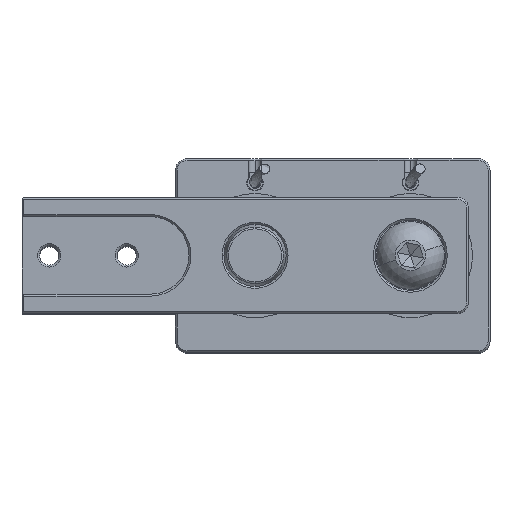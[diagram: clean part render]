
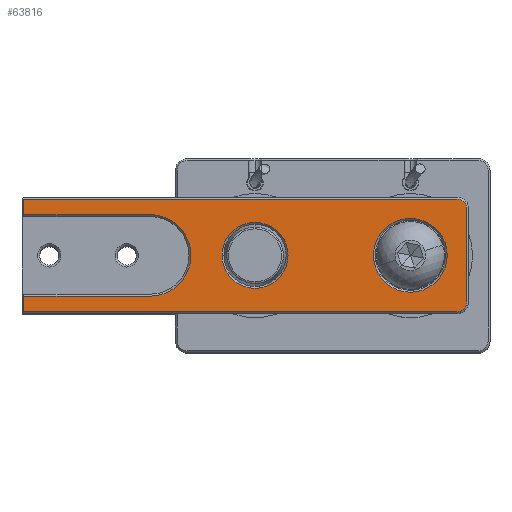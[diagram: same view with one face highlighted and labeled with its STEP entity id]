
A CAD part, top view. The second image highlights one B-rep face of the part: STEP entity #63816.
In plain terms, the highlighted planar face has unit normal (0, 0, 1).
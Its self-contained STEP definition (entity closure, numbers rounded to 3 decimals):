
#122 = VERTEX_POINT ( 'NONE', #28049 ) ;
#246 = DIRECTION ( 'NONE',  ( 0., 0., -1. ) ) ;
#879 = DIRECTION ( 'NONE',  ( 0., 0., 1. ) ) ;
#1662 = VERTEX_POINT ( 'NONE', #13841 ) ;
#1889 = CARTESIAN_POINT ( 'NONE',  ( 12., 54.5, 10. ) ) ;
#2821 = DIRECTION ( 'NONE',  ( 0., -1., 0. ) ) ;
#2957 = EDGE_CURVE ( 'NONE', #46930, #25034, #62116, .T. ) ;
#3216 = DIRECTION ( 'NONE',  ( 0., 1., 0. ) ) ;
#3694 = ORIENTED_EDGE ( 'NONE', *, *, #36037, .T. ) ;
#3780 = EDGE_CURVE ( 'NONE', #122, #24771, #3970, .T. ) ;
#3970 = LINE ( 'NONE', #14064, #62920 ) ;
#4516 = ORIENTED_EDGE ( 'NONE', *, *, #45002, .T. ) ;
#4599 = DIRECTION ( 'NONE',  ( -1., 0., 0. ) ) ;
#4618 = CIRCLE ( 'NONE', #28629, 8.5 ) ;
#4965 = VECTOR ( 'NONE', #2821, 1000. ) ;
#5059 = FACE_BOUND ( 'NONE', #44733, .T. ) ;
#7351 = DIRECTION ( 'NONE',  ( 0., 1., 0. ) ) ;
#7584 = CARTESIAN_POINT ( 'NONE',  ( 14.5, 54.5, 10. ) ) ;
#7682 = DIRECTION ( 'NONE',  ( -1., 0., 0. ) ) ;
#9388 = VERTEX_POINT ( 'NONE', #60038 ) ;
#10813 = CARTESIAN_POINT ( 'NONE',  ( 10.5, -24.5, 10. ) ) ;
#11649 = CIRCLE ( 'NONE', #21156, 9.5 ) ;
#12428 = VERTEX_POINT ( 'NONE', #51782 ) ;
#13093 = EDGE_CURVE ( 'NONE', #35709, #64666, #20985, .T. ) ;
#13184 = DIRECTION ( 'NONE',  ( -1., 0., 0. ) ) ;
#13841 = CARTESIAN_POINT ( 'NONE',  ( 14.5, -57., 10. ) ) ;
#14064 = CARTESIAN_POINT ( 'NONE',  ( -10.5, 0., 10. ) ) ;
#14664 = CARTESIAN_POINT ( 'NONE',  ( 10.5, 0., 10. ) ) ;
#14748 = CARTESIAN_POINT ( 'NONE',  ( 9.5, 42.5, 10. ) ) ;
#16460 = EDGE_CURVE ( 'NONE', #26790, #32773, #4618, .T. ) ;
#16489 = CARTESIAN_POINT ( 'NONE',  ( 0., 0., 10. ) ) ;
#17136 = DIRECTION ( 'NONE',  ( 0., 0., -1. ) ) ;
#19223 = DIRECTION ( 'NONE',  ( 0., 0., -1. ) ) ;
#19462 = VERTEX_POINT ( 'NONE', #61388 ) ;
#19918 = ORIENTED_EDGE ( 'NONE', *, *, #70356, .T. ) ;
#20677 = VECTOR ( 'NONE', #7351, 1000. ) ;
#20985 = CIRCLE ( 'NONE', #37584, 9.5 ) ;
#21156 = AXIS2_PLACEMENT_3D ( 'NONE', #53400, #19223, #59106 ) ;
#22488 = PLANE ( 'NONE',  #73799 ) ;
#24771 = VERTEX_POINT ( 'NONE', #46713 ) ;
#25034 = VERTEX_POINT ( 'NONE', #49165 ) ;
#26165 = ORIENTED_EDGE ( 'NONE', *, *, #43031, .T. ) ;
#26790 = VERTEX_POINT ( 'NONE', #57649 ) ;
#27620 = DIRECTION ( 'NONE',  ( 0., 0., -1. ) ) ;
#28049 = CARTESIAN_POINT ( 'NONE',  ( -10.5, -57., 10. ) ) ;
#28227 = DIRECTION ( 'NONE',  ( -1., 0., 0. ) ) ;
#28457 = VECTOR ( 'NONE', #69352, 1000. ) ;
#28629 = AXIS2_PLACEMENT_3D ( 'NONE', #72981, #38785, #4599 ) ;
#28684 = ORIENTED_EDGE ( 'NONE', *, *, #16460, .T. ) ;
#29664 = ORIENTED_EDGE ( 'NONE', *, *, #61356, .T. ) ;
#30412 = CARTESIAN_POINT ( 'NONE',  ( -9.5, 42.5, 10. ) ) ;
#30450 = CARTESIAN_POINT ( 'NONE',  ( 0., 57., 10. ) ) ;
#32058 = VECTOR ( 'NONE', #13184, 1000. ) ;
#32757 = VERTEX_POINT ( 'NONE', #7584 ) ;
#32773 = VERTEX_POINT ( 'NONE', #64756 ) ;
#34486 = CARTESIAN_POINT ( 'NONE',  ( 0., 42.5, 10. ) ) ;
#34954 = CIRCLE ( 'NONE', #36760, 10.5 ) ;
#35108 = CARTESIAN_POINT ( 'NONE',  ( -12., 54.5, 10. ) ) ;
#35242 = EDGE_CURVE ( 'NONE', #25034, #1662, #71177, .T. ) ;
#35709 = VERTEX_POINT ( 'NONE', #14748 ) ;
#36037 = EDGE_CURVE ( 'NONE', #32757, #64763, #52364, .T. ) ;
#36399 = ORIENTED_EDGE ( 'NONE', *, *, #42728, .T. ) ;
#36760 = AXIS2_PLACEMENT_3D ( 'NONE', #61753, #27620, #67519 ) ;
#36846 = CARTESIAN_POINT ( 'NONE',  ( 12., 57., 10. ) ) ;
#36981 = ORIENTED_EDGE ( 'NONE', *, *, #2957, .T. ) ;
#37584 = AXIS2_PLACEMENT_3D ( 'NONE', #34486, #246, #40207 ) ;
#38785 = DIRECTION ( 'NONE',  ( 0., 0., -1. ) ) ;
#40207 = DIRECTION ( 'NONE',  ( -1., 0., 0. ) ) ;
#40816 = VECTOR ( 'NONE', #61436, 1000. ) ;
#40863 = DIRECTION ( 'NONE',  ( -1., 0., 0. ) ) ;
#41857 = DIRECTION ( 'NONE',  ( 0., 0., 1. ) ) ;
#42728 = EDGE_CURVE ( 'NONE', #24771, #46930, #34954, .T. ) ;
#43031 = EDGE_CURVE ( 'NONE', #1662, #32757, #50989, .T. ) ;
#44733 = EDGE_LOOP ( 'NONE', ( #45835, #29664 ) ) ;
#45002 = EDGE_CURVE ( 'NONE', #19462, #12428, #58801, .T. ) ;
#45835 = ORIENTED_EDGE ( 'NONE', *, *, #13093, .T. ) ;
#46418 = LINE ( 'NONE', #54577, #61550 ) ;
#46713 = CARTESIAN_POINT ( 'NONE',  ( -10.5, -24.5, 10. ) ) ;
#46930 = VERTEX_POINT ( 'NONE', #10813 ) ;
#47144 = ORIENTED_EDGE ( 'NONE', *, *, #55804, .T. ) ;
#47465 = AXIS2_PLACEMENT_3D ( 'NONE', #1889, #41857, #7682 ) ;
#48773 = EDGE_LOOP ( 'NONE', ( #26165, #3694, #47144, #48818, #4516, #55086, #69847, #36399, #36981, #57063 ) ) ;
#48818 = ORIENTED_EDGE ( 'NONE', *, *, #60260, .T. ) ;
#48851 = FACE_BOUND ( 'NONE', #72535, .T. ) ;
#49165 = CARTESIAN_POINT ( 'NONE',  ( 10.5, -57., 10. ) ) ;
#50786 = LINE ( 'NONE', #30450, #32058 ) ;
#50989 = LINE ( 'NONE', #69995, #20677 ) ;
#51321 = CARTESIAN_POINT ( 'NONE',  ( 0., 2.5, 10. ) ) ;
#51782 = CARTESIAN_POINT ( 'NONE',  ( -14.5, -57., 10. ) ) ;
#52364 = CIRCLE ( 'NONE', #47465, 2.5 ) ;
#53400 = CARTESIAN_POINT ( 'NONE',  ( 0., 42.5, 10. ) ) ;
#54237 = FACE_OUTER_BOUND ( 'NONE', #48773, .T. ) ;
#54577 = CARTESIAN_POINT ( 'NONE',  ( 0., -57., 10. ) ) ;
#55086 = ORIENTED_EDGE ( 'NONE', *, *, #61950, .T. ) ;
#55736 = CARTESIAN_POINT ( 'NONE',  ( 0., -57., 10. ) ) ;
#55804 = EDGE_CURVE ( 'NONE', #64763, #9388, #50786, .T. ) ;
#57047 = DIRECTION ( 'NONE',  ( -1., 0., 0. ) ) ;
#57063 = ORIENTED_EDGE ( 'NONE', *, *, #35242, .T. ) ;
#57649 = CARTESIAN_POINT ( 'NONE',  ( 8.5, 2.5, 10. ) ) ;
#58801 = LINE ( 'NONE', #63620, #28457 ) ;
#59106 = DIRECTION ( 'NONE',  ( -1., 0., 0. ) ) ;
#60038 = CARTESIAN_POINT ( 'NONE',  ( -12., 57., 10. ) ) ;
#60247 = CIRCLE ( 'NONE', #73291, 8.5 ) ;
#60260 = EDGE_CURVE ( 'NONE', #9388, #19462, #73375, .T. ) ;
#60278 = DIRECTION ( 'NONE',  ( 1., 0., 0. ) ) ;
#61356 = EDGE_CURVE ( 'NONE', #64666, #35709, #11649, .T. ) ;
#61388 = CARTESIAN_POINT ( 'NONE',  ( -14.5, 54.5, 10. ) ) ;
#61436 = DIRECTION ( 'NONE',  ( 1., 0., 0. ) ) ;
#61550 = VECTOR ( 'NONE', #60278, 1000. ) ;
#61753 = CARTESIAN_POINT ( 'NONE',  ( 0., -24.5, 10. ) ) ;
#61950 = EDGE_CURVE ( 'NONE', #12428, #122, #46418, .T. ) ;
#62116 = LINE ( 'NONE', #14664, #4965 ) ;
#62375 = DIRECTION ( 'NONE',  ( 0., 0., -1. ) ) ;
#62920 = VECTOR ( 'NONE', #3216, 1000. ) ;
#63620 = CARTESIAN_POINT ( 'NONE',  ( -14.5, 0., 10. ) ) ;
#63816 = ADVANCED_FACE ( 'NONE', ( #54237, #48851, #5059 ), #22488, .F. ) ;
#64666 = VERTEX_POINT ( 'NONE', #30412 ) ;
#64756 = CARTESIAN_POINT ( 'NONE',  ( -8.5, 2.5, 10. ) ) ;
#64763 = VERTEX_POINT ( 'NONE', #36846 ) ;
#67519 = DIRECTION ( 'NONE',  ( -1., 0., 0. ) ) ;
#69352 = DIRECTION ( 'NONE',  ( 0., -1., 0. ) ) ;
#69847 = ORIENTED_EDGE ( 'NONE', *, *, #3780, .T. ) ;
#69995 = CARTESIAN_POINT ( 'NONE',  ( 14.5, 0., 10. ) ) ;
#70356 = EDGE_CURVE ( 'NONE', #32773, #26790, #60247, .T. ) ;
#71177 = LINE ( 'NONE', #55736, #40816 ) ;
#72535 = EDGE_LOOP ( 'NONE', ( #28684, #19918 ) ) ;
#72708 = AXIS2_PLACEMENT_3D ( 'NONE', #35108, #879, #40863 ) ;
#72981 = CARTESIAN_POINT ( 'NONE',  ( 0., 2.5, 10. ) ) ;
#73291 = AXIS2_PLACEMENT_3D ( 'NONE', #51321, #17136, #57047 ) ;
#73375 = CIRCLE ( 'NONE', #72708, 2.5 ) ;
#73799 = AXIS2_PLACEMENT_3D ( 'NONE', #16489, #62375, #28227 ) ;
